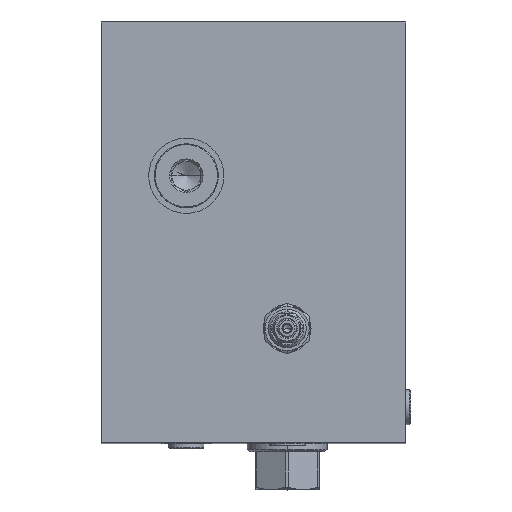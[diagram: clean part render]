
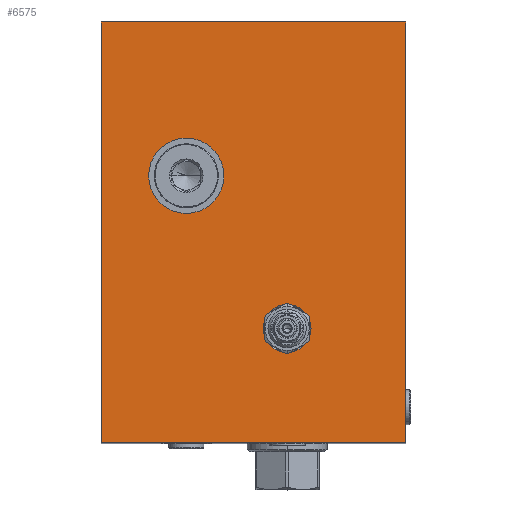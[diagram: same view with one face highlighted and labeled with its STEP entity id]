
A CAD part, top view. The second image highlights one B-rep face of the part: STEP entity #6575.
In plain terms, the highlighted planar face has unit normal (0, 0, 1).
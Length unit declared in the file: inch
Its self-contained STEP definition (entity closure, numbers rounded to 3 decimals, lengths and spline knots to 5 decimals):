
#203=DIRECTION('',(0.,-1.,0.));
#204=VECTOR('',#203,8.214);
#205=CARTESIAN_POINT('',(0.,0.,6.938));
#206=LINE('',#205,#204);
#207=DIRECTION('',(-1.,0.,0.));
#208=VECTOR('',#207,5.938);
#209=CARTESIAN_POINT('',(5.938,0.,6.938));
#210=LINE('',#209,#208);
#211=DIRECTION('',(0.,1.,0.));
#212=VECTOR('',#211,8.214);
#213=CARTESIAN_POINT('',(5.938,-8.214,6.938));
#214=LINE('',#213,#212);
#215=DIRECTION('',(1.,0.,0.));
#216=VECTOR('',#215,5.938);
#217=CARTESIAN_POINT('',(0.,-8.214,6.938));
#218=LINE('',#217,#216);
#219=CARTESIAN_POINT('',(3.625,-5.98,6.938));
#220=DIRECTION('',(0.,0.,-1.));
#221=DIRECTION('',(-1.,0.,0.));
#222=AXIS2_PLACEMENT_3D('',#219,#220,#221);
#224=CARTESIAN_POINT('',(3.625,-5.98,6.938));
#225=DIRECTION('',(0.,0.,-1.));
#226=DIRECTION('',(1.,0.,0.));
#227=AXIS2_PLACEMENT_3D('',#224,#225,#226);
#229=CARTESIAN_POINT('',(1.658,-3.,6.938));
#230=DIRECTION('',(0.,0.,-1.));
#231=DIRECTION('',(-1.,0.,0.));
#232=AXIS2_PLACEMENT_3D('',#229,#230,#231);
#234=CARTESIAN_POINT('',(1.658,-3.,6.938));
#235=DIRECTION('',(0.,0.,-1.));
#236=DIRECTION('',(1.,0.,0.));
#237=AXIS2_PLACEMENT_3D('',#234,#235,#236);
#5591=CARTESIAN_POINT('',(0.,0.,6.938));
#5592=CARTESIAN_POINT('',(0.,-8.214,6.938));
#5593=VERTEX_POINT('',#5591);
#5594=VERTEX_POINT('',#5592);
#5595=CARTESIAN_POINT('',(5.938,-8.214,6.938));
#5596=VERTEX_POINT('',#5595);
#5597=CARTESIAN_POINT('',(5.938,0.,6.938));
#5598=VERTEX_POINT('',#5597);
#6301=CARTESIAN_POINT('',(4.092,-5.98,6.938));
#6302=VERTEX_POINT('',#6301);
#6311=CARTESIAN_POINT('',(3.158,-5.98,6.938));
#6312=VERTEX_POINT('',#6311);
#6362=CARTESIAN_POINT('',(0.9235,-3.,6.938));
#6363=CARTESIAN_POINT('',(2.3925,-3.,6.938));
#6364=VERTEX_POINT('',#6362);
#6365=VERTEX_POINT('',#6363);
#6552=CARTESIAN_POINT('',(0.,0.,6.938));
#6553=DIRECTION('',(0.,0.,1.));
#6554=DIRECTION('',(1.,0.,0.));
#6555=AXIS2_PLACEMENT_3D('',#6552,#6553,#6554);
#6556=PLANE('',#6555);
#6557=ORIENTED_EDGE('',*,*,#6426,.F.);
#6558=ORIENTED_EDGE('',*,*,#6459,.F.);
#6559=ORIENTED_EDGE('',*,*,#6479,.F.);
#6560=ORIENTED_EDGE('',*,*,#6522,.F.);
#6561=EDGE_LOOP('',(#6557,#6558,#6559,#6560));
#6562=FACE_OUTER_BOUND('',#6561,.F.);
#6564=ORIENTED_EDGE('',*,*,#6563,.F.);
#6566=ORIENTED_EDGE('',*,*,#6565,.F.);
#6567=EDGE_LOOP('',(#6564,#6566));
#6568=FACE_BOUND('',#6567,.F.);
#6570=ORIENTED_EDGE('',*,*,#6569,.F.);
#6572=ORIENTED_EDGE('',*,*,#6571,.F.);
#6573=EDGE_LOOP('',(#6570,#6572));
#6574=FACE_BOUND('',#6573,.F.);
#6575=ADVANCED_FACE('',(#6562,#6568,#6574),#6556,.T.);
#223=CIRCLE('',#222,0.467);
#228=CIRCLE('',#227,0.467);
#233=CIRCLE('',#232,0.7345);
#238=CIRCLE('',#237,0.7345);
#6426=EDGE_CURVE('',#5593,#5594,#206,.T.);
#6459=EDGE_CURVE('',#5598,#5593,#210,.T.);
#6479=EDGE_CURVE('',#5596,#5598,#214,.T.);
#6522=EDGE_CURVE('',#5594,#5596,#218,.T.);
#6563=EDGE_CURVE('',#6312,#6302,#223,.T.);
#6565=EDGE_CURVE('',#6302,#6312,#228,.T.);
#6569=EDGE_CURVE('',#6364,#6365,#233,.T.);
#6571=EDGE_CURVE('',#6365,#6364,#238,.T.);
